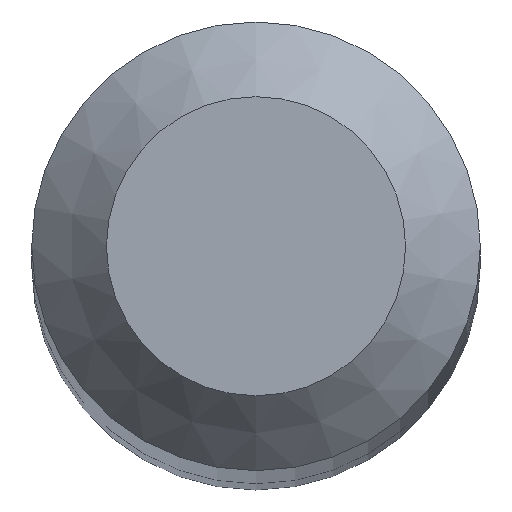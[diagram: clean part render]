
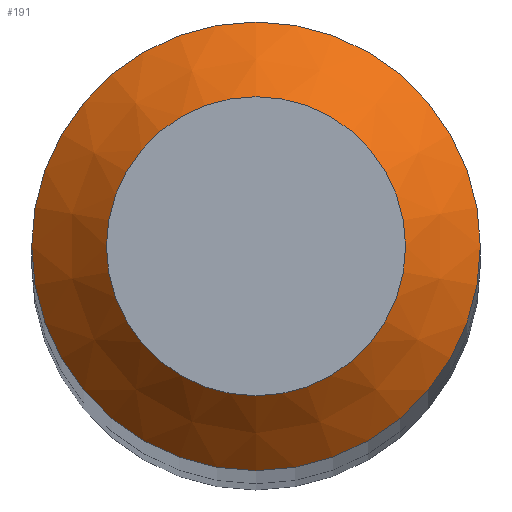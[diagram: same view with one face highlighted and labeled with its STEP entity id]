
A CAD part, top view. The second image highlights one B-rep face of the part: STEP entity #191.
In plain terms, the highlighted conical face has half-angle 45 degrees and reference radius 0.4 mm.
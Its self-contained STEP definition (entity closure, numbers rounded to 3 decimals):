
#3 = ORIENTED_EDGE ( 'NONE', *, *, #200, .F. ) ;
#13 = VERTEX_POINT ( 'NONE', #105 ) ;
#15 = DIRECTION ( 'NONE',  ( 0., 0., -1. ) ) ;
#19 = AXIS2_PLACEMENT_3D ( 'NONE', #139, #195, #126 ) ;
#46 = CARTESIAN_POINT ( 'NONE',  ( 0., 0., 29.8 ) ) ;
#66 = CONICAL_SURFACE ( 'NONE', #19, 0.4, 0.785 ) ;
#68 = EDGE_CURVE ( 'NONE', #13, #13, #148, .T. ) ;
#71 = DIRECTION ( 'NONE',  ( 0., 1., 0. ) ) ;
#73 = FACE_OUTER_BOUND ( 'NONE', #160, .T. ) ;
#93 = DIRECTION ( 'NONE',  ( 0., 1., 0. ) ) ;
#105 = CARTESIAN_POINT ( 'NONE',  ( 0., 0.4, 30. ) ) ;
#109 = CIRCLE ( 'NONE', #133, 0.6 ) ;
#110 = DIRECTION ( 'NONE',  ( 0., 0., -1. ) ) ;
#126 = DIRECTION ( 'NONE',  ( 0., 1., 0. ) ) ;
#133 = AXIS2_PLACEMENT_3D ( 'NONE', #46, #110, #71 ) ;
#137 = CARTESIAN_POINT ( 'NONE',  ( 0., 0.6, 29.8 ) ) ;
#139 = CARTESIAN_POINT ( 'NONE',  ( 0., 0., 30. ) ) ;
#148 = CIRCLE ( 'NONE', #175, 0.4 ) ;
#160 = EDGE_LOOP ( 'NONE', ( #3 ) ) ;
#175 = AXIS2_PLACEMENT_3D ( 'NONE', #181, #15, #93 ) ;
#176 = ORIENTED_EDGE ( 'NONE', *, *, #68, .T. ) ;
#180 = VERTEX_POINT ( 'NONE', #137 ) ;
#181 = CARTESIAN_POINT ( 'NONE',  ( 0., 0., 30. ) ) ;
#190 = EDGE_LOOP ( 'NONE', ( #176 ) ) ;
#191 = ADVANCED_FACE ( 'NONE', ( #73, #197 ), #66, .T. ) ;
#195 = DIRECTION ( 'NONE',  ( 0., 0., -1. ) ) ;
#197 = FACE_BOUND ( 'NONE', #190, .T. ) ;
#200 = EDGE_CURVE ( 'NONE', #180, #180, #109, .T. ) ;
